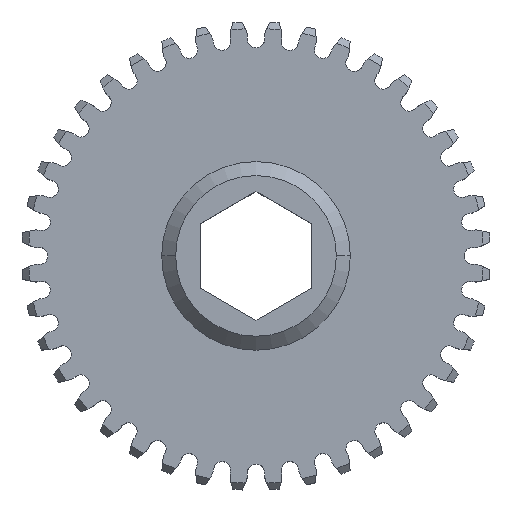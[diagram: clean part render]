
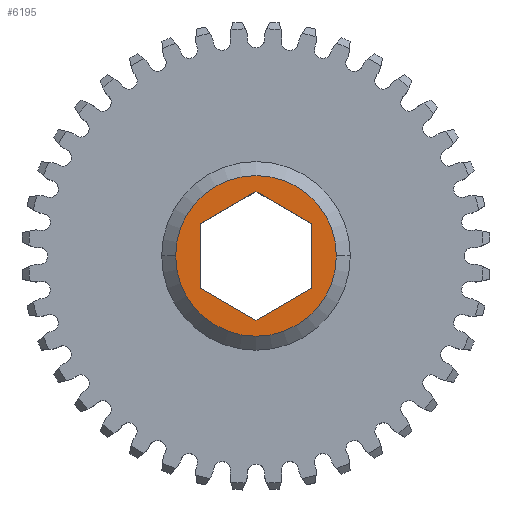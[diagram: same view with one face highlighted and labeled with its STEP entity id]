
A CAD part, top view. The second image highlights one B-rep face of the part: STEP entity #6195.
In plain terms, the highlighted planar face has unit normal (0, 0, 1).
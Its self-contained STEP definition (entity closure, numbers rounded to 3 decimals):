
#45 = ORIENTED_EDGE ( 'NONE', *, *, #16594, .F. ) ;
#105 = DIRECTION ( 'NONE',  ( -0.866, -0.5, 0. ) ) ;
#760 = DIRECTION ( 'NONE',  ( 1., 0., 0. ) ) ;
#1808 = ORIENTED_EDGE ( 'NONE', *, *, #8197, .F. ) ;
#2213 = ORIENTED_EDGE ( 'NONE', *, *, #6780, .F. ) ;
#2641 = FACE_OUTER_BOUND ( 'NONE', #15366, .T. ) ;
#2814 = VERTEX_POINT ( 'NONE', #16144 ) ;
#3066 = CARTESIAN_POINT ( 'NONE',  ( 0., 0., 6.35 ) ) ;
#3449 = AXIS2_PLACEMENT_3D ( 'NONE', #3066, #12843, #14425 ) ;
#3758 = VECTOR ( 'NONE', #105, 1000. ) ;
#3941 = ORIENTED_EDGE ( 'NONE', *, *, #6377, .F. ) ;
#4116 = LINE ( 'NONE', #10422, #5816 ) ;
#5094 = CARTESIAN_POINT ( 'NONE',  ( 0., 7.332, 6.35 ) ) ;
#5622 = CARTESIAN_POINT ( 'NONE',  ( 3.175, 5.499, 6.35 ) ) ;
#5671 = DIRECTION ( 'NONE',  ( 0., -1., 0. ) ) ;
#5816 = VECTOR ( 'NONE', #16860, 1000. ) ;
#5824 = DIRECTION ( 'NONE',  ( -1., 0., 0. ) ) ;
#5919 = ORIENTED_EDGE ( 'NONE', *, *, #7797, .F. ) ;
#6195 = ADVANCED_FACE ( 'NONE', ( #6957, #2641 ), #13807, .T. ) ;
#6377 = EDGE_CURVE ( 'NONE', #14683, #19574, #12418, .T. ) ;
#6486 = ORIENTED_EDGE ( 'NONE', *, *, #16774, .F. ) ;
#6780 = EDGE_CURVE ( 'NONE', #8592, #9762, #17658, .T. ) ;
#6957 = FACE_BOUND ( 'NONE', #7264, .T. ) ;
#7242 = ORIENTED_EDGE ( 'NONE', *, *, #17726, .F. ) ;
#7264 = EDGE_LOOP ( 'NONE', ( #45, #1808, #5919, #2213, #6486, #3941 ) ) ;
#7740 = VECTOR ( 'NONE', #20531, 1000. ) ;
#7797 = EDGE_CURVE ( 'NONE', #9762, #13363, #13255, .T. ) ;
#8135 = CARTESIAN_POINT ( 'NONE',  ( 9.144, 0., 6.35 ) ) ;
#8197 = EDGE_CURVE ( 'NONE', #13363, #9435, #8830, .T. ) ;
#8451 = VECTOR ( 'NONE', #14943, 1000. ) ;
#8592 = VERTEX_POINT ( 'NONE', #12667 ) ;
#8830 = LINE ( 'NONE', #13477, #17167 ) ;
#9039 = CARTESIAN_POINT ( 'NONE',  ( 0., 0., 6.35 ) ) ;
#9435 = VERTEX_POINT ( 'NONE', #16694 ) ;
#9762 = VERTEX_POINT ( 'NONE', #5094 ) ;
#9947 = DIRECTION ( 'NONE',  ( -0.866, 0.5, 0. ) ) ;
#10422 = CARTESIAN_POINT ( 'NONE',  ( -3.175, -5.499, 6.35 ) ) ;
#10760 = AXIS2_PLACEMENT_3D ( 'NONE', #11926, #16888, #5824 ) ;
#11101 = CIRCLE ( 'NONE', #10760, 9.144 ) ;
#11442 = LINE ( 'NONE', #11651, #8451 ) ;
#11457 = VECTOR ( 'NONE', #9947, 1000. ) ;
#11651 = CARTESIAN_POINT ( 'NONE',  ( 6.35, 0., 6.35 ) ) ;
#11772 = VERTEX_POINT ( 'NONE', #8135 ) ;
#11926 = CARTESIAN_POINT ( 'NONE',  ( 0., 0., 6.35 ) ) ;
#12418 = LINE ( 'NONE', #18859, #7740 ) ;
#12514 = CIRCLE ( 'NONE', #3449, 9.144 ) ;
#12521 = CARTESIAN_POINT ( 'NONE',  ( 0., -7.332, 6.35 ) ) ;
#12667 = CARTESIAN_POINT ( 'NONE',  ( 6.35, 3.666, 6.35 ) ) ;
#12843 = DIRECTION ( 'NONE',  ( 0., 0., -1. ) ) ;
#12967 = EDGE_CURVE ( 'NONE', #11772, #2814, #11101, .T. ) ;
#13255 = LINE ( 'NONE', #14534, #3758 ) ;
#13363 = VERTEX_POINT ( 'NONE', #20527 ) ;
#13477 = CARTESIAN_POINT ( 'NONE',  ( -6.35, 0., 6.35 ) ) ;
#13807 = PLANE ( 'NONE',  #19194 ) ;
#13929 = CARTESIAN_POINT ( 'NONE',  ( 6.35, -3.666, 6.35 ) ) ;
#14425 = DIRECTION ( 'NONE',  ( -1., 0., 0. ) ) ;
#14534 = CARTESIAN_POINT ( 'NONE',  ( -3.175, 5.499, 6.35 ) ) ;
#14683 = VERTEX_POINT ( 'NONE', #12521 ) ;
#14943 = DIRECTION ( 'NONE',  ( 0., 1., 0. ) ) ;
#15366 = EDGE_LOOP ( 'NONE', ( #7242, #16244 ) ) ;
#16144 = CARTESIAN_POINT ( 'NONE',  ( -9.144, 0., 6.35 ) ) ;
#16244 = ORIENTED_EDGE ( 'NONE', *, *, #12967, .F. ) ;
#16594 = EDGE_CURVE ( 'NONE', #9435, #14683, #4116, .T. ) ;
#16694 = CARTESIAN_POINT ( 'NONE',  ( -6.35, -3.666, 6.35 ) ) ;
#16774 = EDGE_CURVE ( 'NONE', #19574, #8592, #11442, .T. ) ;
#16860 = DIRECTION ( 'NONE',  ( 0.866, -0.5, 0. ) ) ;
#16888 = DIRECTION ( 'NONE',  ( 0., 0., -1. ) ) ;
#17064 = DIRECTION ( 'NONE',  ( 0., 0., 1. ) ) ;
#17167 = VECTOR ( 'NONE', #5671, 1000. ) ;
#17658 = LINE ( 'NONE', #5622, #11457 ) ;
#17726 = EDGE_CURVE ( 'NONE', #2814, #11772, #12514, .T. ) ;
#18859 = CARTESIAN_POINT ( 'NONE',  ( 3.175, -5.499, 6.35 ) ) ;
#19194 = AXIS2_PLACEMENT_3D ( 'NONE', #9039, #17064, #760 ) ;
#19574 = VERTEX_POINT ( 'NONE', #13929 ) ;
#20527 = CARTESIAN_POINT ( 'NONE',  ( -6.35, 3.666, 6.35 ) ) ;
#20531 = DIRECTION ( 'NONE',  ( 0.866, 0.5, 0. ) ) ;
